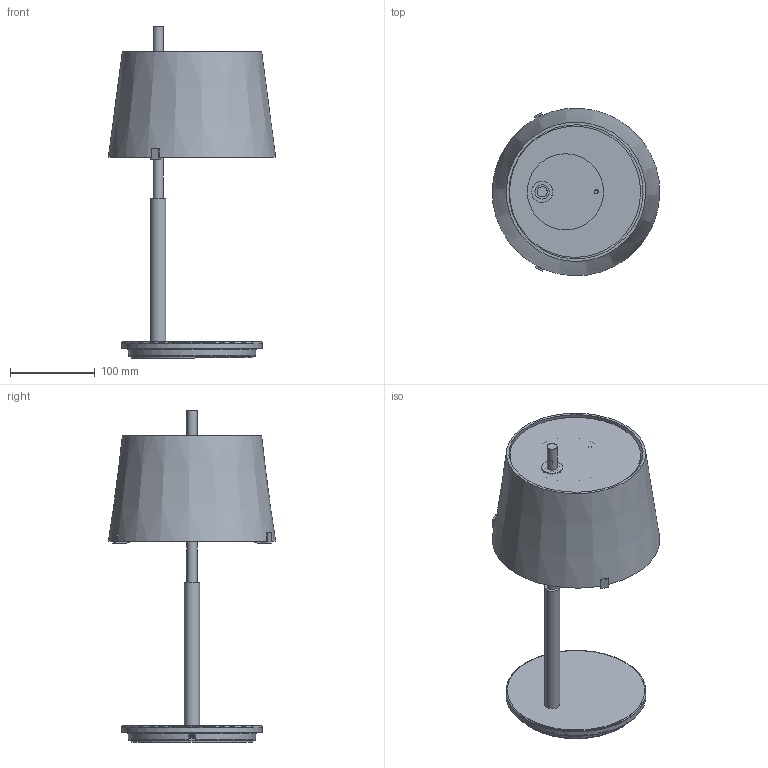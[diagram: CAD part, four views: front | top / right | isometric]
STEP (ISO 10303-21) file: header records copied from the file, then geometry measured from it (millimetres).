
FILE_DESCRIPTION(/* description */ (''),/* implementation_level */ '2;1');
FILE_NAME(/* name */ 'F361000150xxNE.stp',/* time_stamp */ '2020-01-14T11:08:12+01:00',/* author */ ('sghezzi'),/* organization */ (''),/* preprocessor_version */ 'ST-DEVELOPER v17.2',/* originating_system */ 'Autodesk Inventor 2019',/* authorisation */ '');
FILE_SCHEMA (('AUTOMOTIVE_DESIGN { 1 0 10303 214 3 1 1 }'));
Length unit declared in the file: millimetre
Products named in the file (31): Aoooooooooooooooooooooooooooo; Assieme zavorra ghisa 3610.00; Zavorra ghisa leggera; 003361003; 007361109; 007361123; 007361126; 002361002; 007361086; 007361133 ; 007361135; 007361153 ; 006423002; 007361162; 007361069; 007361144; 065010304; 064001000; 006361006; 006361000 ; 006361002 ; 060009000_DADO_ES_M10X1_H3_L13_ZnBi; 006884206; 006523310; 006768704; 007361147; 006361003; 006523200; 006320000; 005361002; 063015000 RONDELLA De 10.5x18x0.9 ZnBi***usare 063022100
Assembly tree (37 placements, depth 3):
  Aoooooooooooooooooooooooooooo
    Assieme zavorra ghisa 3610.00
      Zavorra ghisa leggera
      003361003
      007361109
      006523310  x2
    007361123
    007361126
    002361002
    007361086
    007361133 
    007361135
    007361153 
    006423002
    007361162
    007361069
    007361144
    006361000   x2
    065010304  x3
    064001000
    006361006  x2
    006361002 
    060009000_DADO_ES_M10X1_H3_L13_ZnBi
    006884206
    006523310
    006768704  x2
    007361147
    006361003
    006523200
    006320000
    005361002
    063015000 RONDELLA De 10.5x18x0.9 ZnBi***usare 063022100
Bounding box: 197.83 x 197.83 x 392.4 mm (x, y, z)
Volume: 607147.2 mm3; surface area: 398873.4 mm2
Topology: 37 solids, 37 shells, 875 faces, 2223 edges, 1470 vertices
Faces by surface type: plane 529, cylinder 259, torus 34, cone 31, bspline 19, sphere 3
Full cylindrical faces by diameter (mm): 1.6 x4, 2.2 x2, 2.459 x3, 3 x2, 3.242 x5, 3.5 x2, 4 x6, 4.134 x2, 4.2 x3, 5 x4, 6 x2, 6.5 x1, 6.647 x4, 6.7 x1, 7 x2, 8 x5, 8.2 x1, 8.376 x2, 8.5 x1, 8.917 x2, 10 x2, 10.4 x1, 10.5 x3, 12 x3, 12.5 x1, 14 x1, 15 x1, 16.5 x1, 17 x1, 18 x1
Entity records: 23935 total; most frequent: CARTESIAN_POINT 4996, DIRECTION 3851, ORIENTED_EDGE 3578, EDGE_CURVE 1789, AXIS2_PLACEMENT_3D 1378, VERTEX_POINT 1174, LINE 1095, VECTOR 1095
